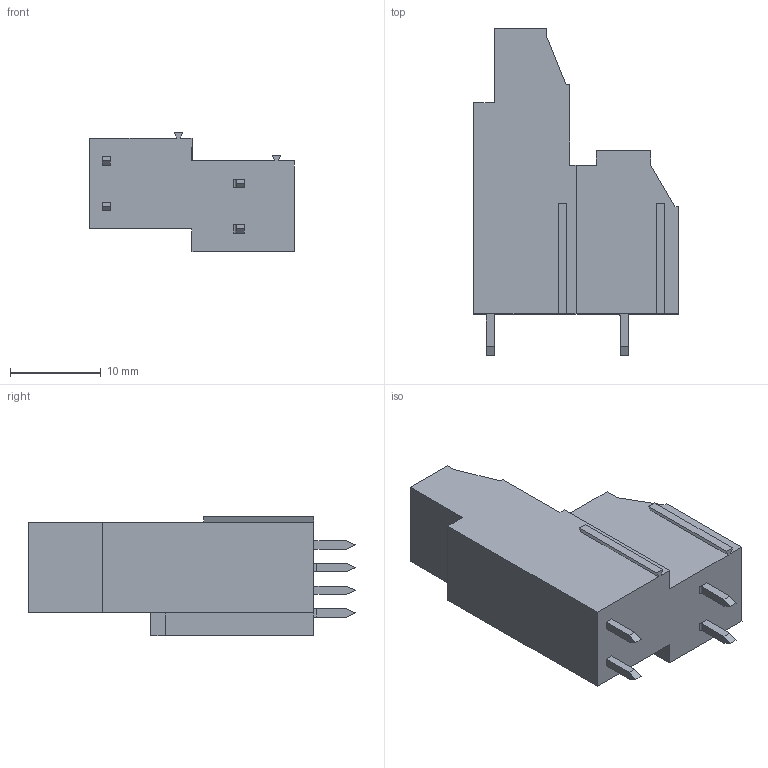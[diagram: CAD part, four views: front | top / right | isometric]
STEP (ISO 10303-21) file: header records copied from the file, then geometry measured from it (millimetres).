
FILE_DESCRIPTION(/* description */ ('Unknown'),/* implementation_level */ '2;1');
FILE_NAME(/* name */ 'ECDD2_3D_SOLID',/* time_stamp */ '2025-02-01T15:24:42+06:00',/* author */ ('Unknown'),/* organization */ ('Unknown'),/* preprocessor_version */ 'ST-DEVELOPER v16.7',/* originating_system */ 'Solid Edge',/* authorisation */ 'Unknown');
FILE_SCHEMA (('AUTOMOTIVE_DESIGN {1 0 10303 214 3 1 1}'));
Length unit declared in the file: millimetre
Products named in the file (1): ECDD2_3D_SOLID
Bounding box: 22.6 x 36.1 x 13.15 mm (x, y, z)
Volume: 4564.4 mm3; surface area: 4759.4 mm2
Topology: 1 solids, 1 shells, 465 faces, 1382 edges, 910 vertices
Faces by surface type: plane 371, cylinder 78, torus 12, cone 4
Full cylindrical faces by diameter (mm): 2.1 x4, 3 x8, 3.5 x4, 3.75 x4, 3.9 x4
Entity records: 18559 total; most frequent: CARTESIAN_POINT 2766, ORIENTED_EDGE 2668, DIRECTION 2424, EDGE_CURVE 1334, LINE 1136, VECTOR 1136, VERTEX_POINT 894, AXIS2_PLACEMENT_3D 644
